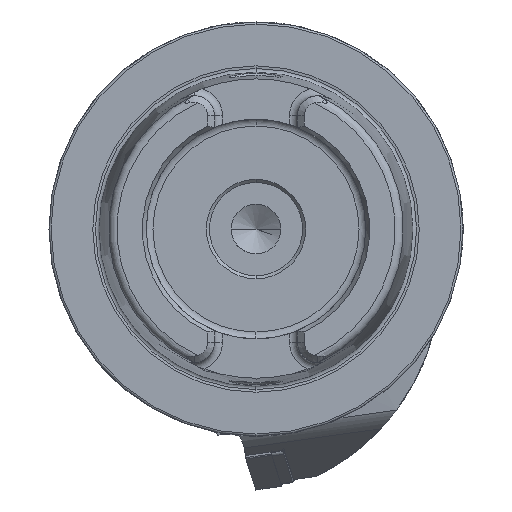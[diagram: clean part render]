
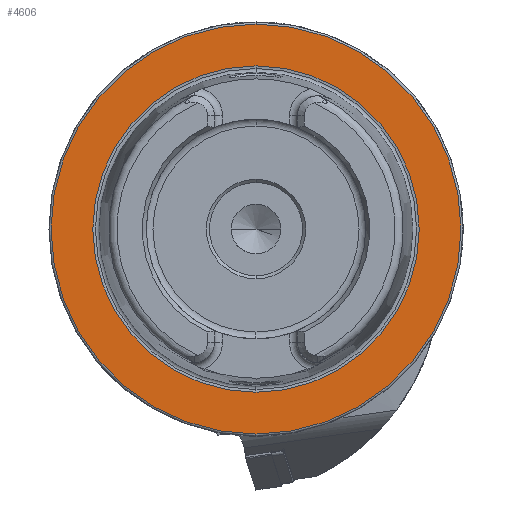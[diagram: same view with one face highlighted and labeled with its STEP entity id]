
A CAD part, left-side view. The second image highlights one B-rep face of the part: STEP entity #4606.
In plain terms, the highlighted planar face has unit normal (-1, 0, 0).
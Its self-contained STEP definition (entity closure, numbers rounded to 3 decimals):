
#646 = CIRCLE ( 'NONE', #13717, 39.405 ) ;
#693 = CIRCLE ( 'NONE', #13720, 49.5 ) ;
#1136 = CARTESIAN_POINT ( 'NONE',  ( 0., 0., 0. ) ) ;
#1137 = DIRECTION ( 'NONE',  ( -1., 0., 0. ) ) ;
#1138 = DIRECTION ( 'NONE',  ( 0., 0., 1. ) ) ;
#1293 = ORIENTED_EDGE ( 'NONE', *, *, #10983, .T. ) ;
#1376 = ORIENTED_EDGE ( 'NONE', *, *, #10979, .F. ) ;
#1414 = ORIENTED_EDGE ( 'NONE', *, *, #13197, .T. ) ;
#1431 = ORIENTED_EDGE ( 'NONE', *, *, #13176, .F. ) ;
#4085 = AXIS2_PLACEMENT_3D ( 'NONE', #1136, #1137, #1138 ) ;
#4097 = AXIS2_PLACEMENT_3D ( 'NONE', #5200, #5201, #5202 ) ;
#4295 = EDGE_LOOP ( 'NONE', ( #1414, #1293 ) ) ;
#4326 = EDGE_LOOP ( 'NONE', ( #1376, #1431 ) ) ;
#4606 = ADVANCED_FACE ( 'NONE', ( #9358, #9320 ), #6043, .F. ) ;
#5200 = CARTESIAN_POINT ( 'NONE',  ( 0., 0., 0. ) ) ;
#5201 = DIRECTION ( 'NONE',  ( -1., 0., 0. ) ) ;
#5202 = DIRECTION ( 'NONE',  ( 0., 0., 1. ) ) ;
#6040 = CARTESIAN_POINT ( 'NONE',  ( 0., 49.5, 0. ) ) ;
#6043 = PLANE ( 'NONE',  #13641 ) ;
#6045 = DIRECTION ( 'NONE',  ( 1., 0., 0. ) ) ;
#6046 = DIRECTION ( 'NONE',  ( 0., 0., -1. ) ) ;
#9060 = CARTESIAN_POINT ( 'NONE',  ( 0., 0., 0. ) ) ;
#9061 = DIRECTION ( 'NONE',  ( -1., 0., 0. ) ) ;
#9062 = DIRECTION ( 'NONE',  ( 0., 0., 1. ) ) ;
#9075 = CARTESIAN_POINT ( 'NONE',  ( 0., 0., 0. ) ) ;
#9076 = DIRECTION ( 'NONE',  ( -1., 0., 0. ) ) ;
#9077 = DIRECTION ( 'NONE',  ( 0., 0., 1. ) ) ;
#9320 = FACE_OUTER_BOUND ( 'NONE', #4295, .T. ) ;
#9358 = FACE_BOUND ( 'NONE', #4326, .T. ) ;
#10652 = CIRCLE ( 'NONE', #4085, 39.405 ) ;
#10665 = CIRCLE ( 'NONE', #4097, 49.5 ) ;
#10979 = EDGE_CURVE ( 'NONE', #12954, #12953, #646, .T. ) ;
#10983 = EDGE_CURVE ( 'NONE', #12950, #12966, #693, .T. ) ;
#12145 = CARTESIAN_POINT ( 'NONE',  ( 0., 0., -49.5 ) ) ;
#12149 = CARTESIAN_POINT ( 'NONE',  ( 0., 0., -39.405 ) ) ;
#12151 = CARTESIAN_POINT ( 'NONE',  ( 0., 0., 39.405 ) ) ;
#12170 = CARTESIAN_POINT ( 'NONE',  ( 0., 0., 49.5 ) ) ;
#12950 = VERTEX_POINT ( 'NONE', #12145 ) ;
#12953 = VERTEX_POINT ( 'NONE', #12149 ) ;
#12954 = VERTEX_POINT ( 'NONE', #12151 ) ;
#12966 = VERTEX_POINT ( 'NONE', #12170 ) ;
#13176 = EDGE_CURVE ( 'NONE', #12953, #12954, #10652, .T. ) ;
#13197 = EDGE_CURVE ( 'NONE', #12966, #12950, #10665, .T. ) ;
#13641 = AXIS2_PLACEMENT_3D ( 'NONE', #6040, #6045, #6046 ) ;
#13717 = AXIS2_PLACEMENT_3D ( 'NONE', #9060, #9061, #9062 ) ;
#13720 = AXIS2_PLACEMENT_3D ( 'NONE', #9075, #9076, #9077 ) ;
